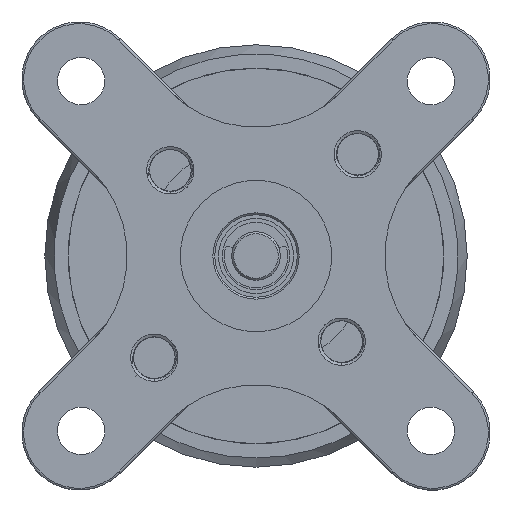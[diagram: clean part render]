
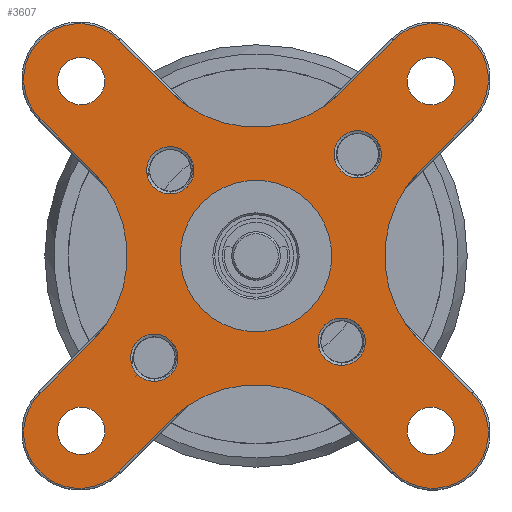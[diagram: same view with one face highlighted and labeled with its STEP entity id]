
A CAD part, front view. The second image highlights one B-rep face of the part: STEP entity #3607.
In plain terms, the highlighted planar face has unit normal (0, -1, 0).
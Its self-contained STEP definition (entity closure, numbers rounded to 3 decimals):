
#67=FACE_BOUND('',#663,.T.);
#68=FACE_BOUND('',#664,.T.);
#69=FACE_BOUND('',#665,.T.);
#70=FACE_BOUND('',#666,.T.);
#71=FACE_BOUND('',#667,.T.);
#72=FACE_BOUND('',#668,.T.);
#73=FACE_BOUND('',#669,.T.);
#74=FACE_BOUND('',#670,.T.);
#75=FACE_BOUND('',#671,.T.);
#107=PLANE('',#4018);
#435=FACE_OUTER_BOUND('',#662,.T.);
#662=EDGE_LOOP('',(#3086,#3087,#3088,#3089,#3090,#3091,#3092,#3093,#3094,
#3095,#3096,#3097,#3098,#3099,#3100,#3101));
#663=EDGE_LOOP('',(#3102));
#664=EDGE_LOOP('',(#3103));
#665=EDGE_LOOP('',(#3104));
#666=EDGE_LOOP('',(#3105));
#667=EDGE_LOOP('',(#3106));
#668=EDGE_LOOP('',(#3107));
#669=EDGE_LOOP('',(#3108));
#670=EDGE_LOOP('',(#3109));
#671=EDGE_LOOP('',(#3110));
#836=CIRCLE('',#3931,7.974);
#839=CIRCLE('',#3938,7.974);
#843=CIRCLE('',#3946,7.974);
#848=CIRCLE('',#3955,7.974);
#851=CIRCLE('',#3962,5.);
#853=CIRCLE('',#3965,3.675);
#871=CIRCLE('',#3989,1.563);
#872=CIRCLE('',#3991,1.563);
#873=CIRCLE('',#3993,1.563);
#874=CIRCLE('',#3995,1.563);
#876=CIRCLE('',#3998,1.563);
#880=CIRCLE('',#4004,1.563);
#882=CIRCLE('',#4007,1.563);
#884=CIRCLE('',#4010,1.563);
#890=CIRCLE('',#4019,3.675);
#891=CIRCLE('',#4020,3.675);
#892=CIRCLE('',#4021,3.675);
#1048=LINE('',#10310,#1195);
#1050=LINE('',#10317,#1197);
#1072=LINE('',#10613,#1219);
#1074=LINE('',#10620,#1221);
#1094=LINE('',#10733,#1241);
#1095=LINE('',#10734,#1242);
#1096=LINE('',#10737,#1243);
#1097=LINE('',#10739,#1244);
#1195=VECTOR('',#4705,1000.);
#1197=VECTOR('',#4713,1000.);
#1219=VECTOR('',#4777,1000.);
#1221=VECTOR('',#4785,1000.);
#1241=VECTOR('',#4923,1000.);
#1242=VECTOR('',#4924,1000.);
#1243=VECTOR('',#4927,1000.);
#1244=VECTOR('',#4928,1000.);
#1510=VERTEX_POINT('',#10261);
#1511=VERTEX_POINT('',#10280);
#1515=VERTEX_POINT('',#10309);
#1517=VERTEX_POINT('',#10315);
#1518=VERTEX_POINT('',#10319);
#1520=VERTEX_POINT('',#10339);
#1531=VERTEX_POINT('',#10420);
#1533=VERTEX_POINT('',#10440);
#1549=VERTEX_POINT('',#10564);
#1550=VERTEX_POINT('',#10583);
#1554=VERTEX_POINT('',#10612);
#1556=VERTEX_POINT('',#10618);
#1557=VERTEX_POINT('',#10622);
#1559=VERTEX_POINT('',#10628);
#1573=VERTEX_POINT('',#10670);
#1574=VERTEX_POINT('',#10674);
#1575=VERTEX_POINT('',#10678);
#1576=VERTEX_POINT('',#10682);
#1578=VERTEX_POINT('',#10688);
#1582=VERTEX_POINT('',#10701);
#1584=VERTEX_POINT('',#10707);
#1586=VERTEX_POINT('',#10713);
#1590=VERTEX_POINT('',#10731);
#1591=VERTEX_POINT('',#10735);
#1592=VERTEX_POINT('',#10738);
#1989=EDGE_CURVE('',#1510,#1511,#836,.T.);
#1995=EDGE_CURVE('',#1515,#1511,#1048,.T.);
#1999=EDGE_CURVE('',#1510,#1517,#1050,.T.);
#2001=EDGE_CURVE('',#1518,#1520,#839,.T.);
#2017=EDGE_CURVE('',#1531,#1533,#843,.T.);
#2037=EDGE_CURVE('',#1549,#1550,#848,.T.);
#2043=EDGE_CURVE('',#1554,#1550,#1072,.T.);
#2047=EDGE_CURVE('',#1549,#1556,#1074,.T.);
#2048=EDGE_CURVE('',#1557,#1557,#851,.T.);
#2051=EDGE_CURVE('',#1559,#1554,#853,.T.);
#2074=EDGE_CURVE('',#1573,#1573,#871,.T.);
#2076=EDGE_CURVE('',#1574,#1574,#872,.T.);
#2078=EDGE_CURVE('',#1575,#1575,#873,.T.);
#2080=EDGE_CURVE('',#1576,#1576,#874,.T.);
#2083=EDGE_CURVE('',#1578,#1578,#876,.T.);
#2090=EDGE_CURVE('',#1582,#1582,#880,.T.);
#2093=EDGE_CURVE('',#1584,#1584,#882,.T.);
#2096=EDGE_CURVE('',#1586,#1586,#884,.T.);
#2106=EDGE_CURVE('',#1517,#1590,#890,.T.);
#2107=EDGE_CURVE('',#1590,#1520,#1094,.T.);
#2108=EDGE_CURVE('',#1518,#1559,#1095,.T.);
#2109=EDGE_CURVE('',#1556,#1591,#891,.T.);
#2110=EDGE_CURVE('',#1591,#1533,#1096,.T.);
#2111=EDGE_CURVE('',#1531,#1592,#1097,.T.);
#2112=EDGE_CURVE('',#1592,#1515,#892,.T.);
#3086=ORIENTED_EDGE('',*,*,#1995,.T.);
#3087=ORIENTED_EDGE('',*,*,#1989,.F.);
#3088=ORIENTED_EDGE('',*,*,#1999,.T.);
#3089=ORIENTED_EDGE('',*,*,#2106,.T.);
#3090=ORIENTED_EDGE('',*,*,#2107,.T.);
#3091=ORIENTED_EDGE('',*,*,#2001,.F.);
#3092=ORIENTED_EDGE('',*,*,#2108,.T.);
#3093=ORIENTED_EDGE('',*,*,#2051,.T.);
#3094=ORIENTED_EDGE('',*,*,#2043,.T.);
#3095=ORIENTED_EDGE('',*,*,#2037,.F.);
#3096=ORIENTED_EDGE('',*,*,#2047,.T.);
#3097=ORIENTED_EDGE('',*,*,#2109,.T.);
#3098=ORIENTED_EDGE('',*,*,#2110,.T.);
#3099=ORIENTED_EDGE('',*,*,#2017,.F.);
#3100=ORIENTED_EDGE('',*,*,#2111,.T.);
#3101=ORIENTED_EDGE('',*,*,#2112,.T.);
#3102=ORIENTED_EDGE('',*,*,#2048,.T.);
#3103=ORIENTED_EDGE('',*,*,#2074,.T.);
#3104=ORIENTED_EDGE('',*,*,#2076,.T.);
#3105=ORIENTED_EDGE('',*,*,#2078,.T.);
#3106=ORIENTED_EDGE('',*,*,#2080,.T.);
#3107=ORIENTED_EDGE('',*,*,#2090,.T.);
#3108=ORIENTED_EDGE('',*,*,#2083,.T.);
#3109=ORIENTED_EDGE('',*,*,#2093,.T.);
#3110=ORIENTED_EDGE('',*,*,#2096,.T.);
#3607=ADVANCED_FACE('',(#435,#67,#68,#69,#70,#71,#72,#73,#74,#75),#107,
 .F.);
#3931=AXIS2_PLACEMENT_3D('',#10281,#4695,#4696);
#3938=AXIS2_PLACEMENT_3D('',#10340,#4716,#4717);
#3946=AXIS2_PLACEMENT_3D('',#10441,#4740,#4741);
#3955=AXIS2_PLACEMENT_3D('',#10584,#4767,#4768);
#3962=AXIS2_PLACEMENT_3D('',#10623,#4788,#4789);
#3965=AXIS2_PLACEMENT_3D('',#10629,#4795,#4796);
#3989=AXIS2_PLACEMENT_3D('',#10672,#4848,#4849);
#3991=AXIS2_PLACEMENT_3D('',#10676,#4853,#4854);
#3993=AXIS2_PLACEMENT_3D('',#10680,#4858,#4859);
#3995=AXIS2_PLACEMENT_3D('',#10684,#4863,#4864);
#3998=AXIS2_PLACEMENT_3D('',#10690,#4870,#4871);
#4004=AXIS2_PLACEMENT_3D('',#10703,#4885,#4886);
#4007=AXIS2_PLACEMENT_3D('',#10709,#4892,#4893);
#4010=AXIS2_PLACEMENT_3D('',#10715,#4899,#4900);
#4018=AXIS2_PLACEMENT_3D('',#10730,#4919,#4920);
#4019=AXIS2_PLACEMENT_3D('',#10732,#4921,#4922);
#4020=AXIS2_PLACEMENT_3D('',#10736,#4925,#4926);
#4021=AXIS2_PLACEMENT_3D('',#10740,#4929,#4930);
#4695=DIRECTION('center_axis',(0.,-1.,0.));
#4696=DIRECTION('ref_axis',(0.,0.,1.));
#4705=DIRECTION('',(0.,0.,1.));
#4713=DIRECTION('',(1.,0.,0.));
#4716=DIRECTION('center_axis',(0.,-1.,0.));
#4717=DIRECTION('ref_axis',(-1.,0.,0.));
#4740=DIRECTION('center_axis',(0.,-1.,0.));
#4741=DIRECTION('ref_axis',(1.,0.,0.));
#4767=DIRECTION('center_axis',(0.,-1.,0.));
#4768=DIRECTION('ref_axis',(0.,0.,-1.));
#4777=DIRECTION('',(0.,0.,-1.));
#4785=DIRECTION('',(-1.,0.,0.));
#4788=DIRECTION('center_axis',(0.,1.,0.));
#4789=DIRECTION('ref_axis',(1.,0.,0.));
#4795=DIRECTION('center_axis',(0.,-1.,0.));
#4796=DIRECTION('ref_axis',(0.,0.,1.));
#4848=DIRECTION('center_axis',(0.,1.,0.));
#4849=DIRECTION('ref_axis',(0.,0.,1.));
#4853=DIRECTION('center_axis',(0.,1.,0.));
#4854=DIRECTION('ref_axis',(0.,0.,-1.));
#4858=DIRECTION('center_axis',(0.,1.,0.));
#4859=DIRECTION('ref_axis',(0.,0.,-1.));
#4863=DIRECTION('center_axis',(0.,1.,0.));
#4864=DIRECTION('ref_axis',(0.,0.,1.));
#4870=DIRECTION('center_axis',(0.,1.,0.));
#4871=DIRECTION('ref_axis',(-1.,0.,0.));
#4885=DIRECTION('center_axis',(0.,1.,0.));
#4886=DIRECTION('ref_axis',(1.,0.,0.));
#4892=DIRECTION('center_axis',(0.,1.,0.));
#4893=DIRECTION('ref_axis',(0.,0.,-1.));
#4899=DIRECTION('center_axis',(0.,1.,0.));
#4900=DIRECTION('ref_axis',(0.,0.,1.));
#4919=DIRECTION('center_axis',(0.,1.,0.));
#4920=DIRECTION('ref_axis',(0.,0.,1.));
#4921=DIRECTION('center_axis',(0.,-1.,0.));
#4922=DIRECTION('ref_axis',(0.,0.,1.));
#4923=DIRECTION('',(-1.,0.,0.));
#4924=DIRECTION('',(0.,0.,1.));
#4925=DIRECTION('center_axis',(0.,-1.,0.));
#4926=DIRECTION('ref_axis',(0.,0.,1.));
#4927=DIRECTION('',(1.,0.,0.));
#4928=DIRECTION('',(0.,0.,-1.));
#4929=DIRECTION('center_axis',(0.,-1.,0.));
#4930=DIRECTION('ref_axis',(0.,0.,1.));
#10261=CARTESIAN_POINT('',(11.649,0.,-3.675));
#10280=CARTESIAN_POINT('',(3.675,0.,-11.649));
#10281=CARTESIAN_POINT('Origin',(11.649,0.,-11.649));
#10309=CARTESIAN_POINT('',(3.675,0.,-16.5));
#10310=CARTESIAN_POINT('',(3.675,0.,16.5));
#10315=CARTESIAN_POINT('',(16.5,0.,-3.675));
#10317=CARTESIAN_POINT('',(0.,0.,-3.675));
#10319=CARTESIAN_POINT('',(3.675,0.,11.649));
#10339=CARTESIAN_POINT('',(11.649,0.,3.675));
#10340=CARTESIAN_POINT('Origin',(11.649,0.,11.649));
#10420=CARTESIAN_POINT('',(-3.675,0.,-11.649));
#10440=CARTESIAN_POINT('',(-11.649,0.,-3.675));
#10441=CARTESIAN_POINT('Origin',(-11.649,0.,-11.649));
#10564=CARTESIAN_POINT('',(-11.649,0.,3.675));
#10583=CARTESIAN_POINT('',(-3.675,0.,11.649));
#10584=CARTESIAN_POINT('Origin',(-11.649,0.,11.649));
#10612=CARTESIAN_POINT('',(-3.675,0.,16.5));
#10613=CARTESIAN_POINT('',(-3.675,0.,16.5));
#10618=CARTESIAN_POINT('',(-16.5,0.,3.675));
#10620=CARTESIAN_POINT('',(0.,0.,3.675));
#10622=CARTESIAN_POINT('',(-5.,0.,0.));
#10623=CARTESIAN_POINT('Origin',(0.,0.,0.));
#10628=CARTESIAN_POINT('',(3.675,0.,16.5));
#10629=CARTESIAN_POINT('Origin',(0.,0.,16.5));
#10670=CARTESIAN_POINT('',(8.,0.,1.563));
#10672=CARTESIAN_POINT('Origin',(8.,0.,0.));
#10674=CARTESIAN_POINT('',(0.,0.,11.063));
#10676=CARTESIAN_POINT('Origin',(0.,0.,9.5));
#10678=CARTESIAN_POINT('',(-8.,0.,1.563));
#10680=CARTESIAN_POINT('Origin',(-8.,0.,0.));
#10682=CARTESIAN_POINT('',(0.,0.,-7.938));
#10684=CARTESIAN_POINT('Origin',(0.,0.,-9.5));
#10688=CARTESIAN_POINT('',(17.9,0.,0.));
#10690=CARTESIAN_POINT('Origin',(16.338,0.,0.));
#10701=CARTESIAN_POINT('',(-14.775,0.,0.));
#10703=CARTESIAN_POINT('Origin',(-16.338,0.,0.));
#10707=CARTESIAN_POINT('',(0.,0.,17.9));
#10709=CARTESIAN_POINT('Origin',(0.,0.,16.338));
#10713=CARTESIAN_POINT('',(0.,0.,-14.775));
#10715=CARTESIAN_POINT('Origin',(0.,0.,-16.338));
#10730=CARTESIAN_POINT('Origin',(0.,0.,16.5));
#10731=CARTESIAN_POINT('',(16.5,0.,3.675));
#10732=CARTESIAN_POINT('Origin',(16.5,0.,0.));
#10733=CARTESIAN_POINT('',(0.,0.,3.675));
#10734=CARTESIAN_POINT('',(3.675,0.,16.5));
#10735=CARTESIAN_POINT('',(-16.5,0.,-3.675));
#10736=CARTESIAN_POINT('Origin',(-16.5,0.,0.));
#10737=CARTESIAN_POINT('',(0.,0.,-3.675));
#10738=CARTESIAN_POINT('',(-3.675,0.,-16.5));
#10739=CARTESIAN_POINT('',(-3.675,0.,16.5));
#10740=CARTESIAN_POINT('Origin',(0.,0.,-16.5));
